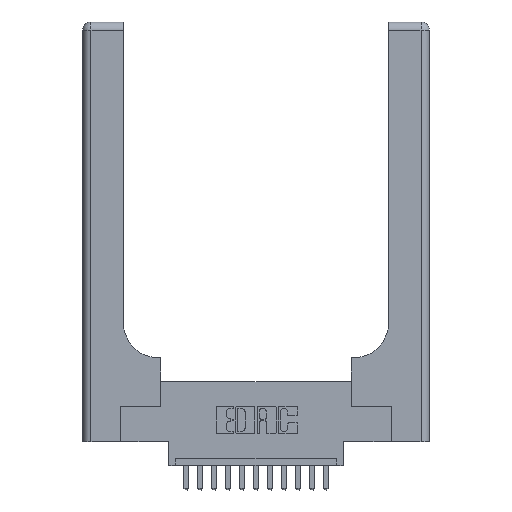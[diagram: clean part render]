
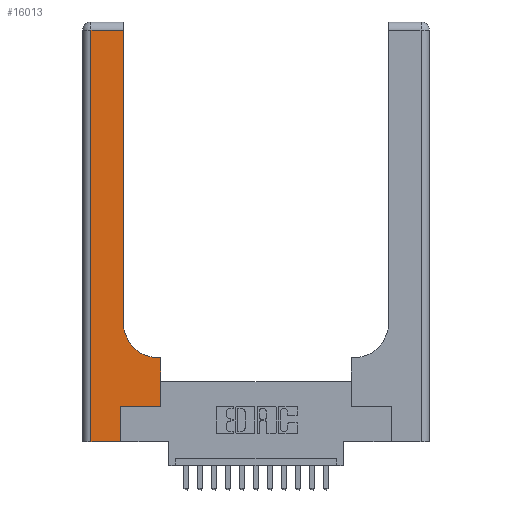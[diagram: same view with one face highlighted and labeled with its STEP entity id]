
A CAD part, top view. The second image highlights one B-rep face of the part: STEP entity #16013.
In plain terms, the highlighted planar face has unit normal (0, 0, 1).
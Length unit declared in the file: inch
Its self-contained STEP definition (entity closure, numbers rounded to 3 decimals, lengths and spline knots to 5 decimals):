
#149 = DIRECTION ( 'NONE',  ( -1., 0., 0. ) ) ;
#260 = LINE ( 'NONE', #14679, #7621 ) ;
#548 = EDGE_CURVE ( 'NONE', #12456, #16296, #11977, .T. ) ;
#913 = CARTESIAN_POINT ( 'NONE',  ( 0.2915, 2.94, 0.37 ) ) ;
#930 = EDGE_CURVE ( 'NONE', #2119, #9686, #13279, .T. ) ;
#1066 = CARTESIAN_POINT ( 'NONE',  ( 0.269, 0., 0.37 ) ) ;
#1222 = VECTOR ( 'NONE', #17589, 39.37008 ) ;
#1268 = ORIENTED_EDGE ( 'NONE', *, *, #5581, .T. ) ;
#1972 = CARTESIAN_POINT ( 'NONE',  ( 0.5585, 0.25, 0.37 ) ) ;
#2119 = VERTEX_POINT ( 'NONE', #14376 ) ;
#2269 = VERTEX_POINT ( 'NONE', #16197 ) ;
#2401 = EDGE_CURVE ( 'NONE', #8731, #2119, #260, .T. ) ;
#2590 = VERTEX_POINT ( 'NONE', #4069 ) ;
#2669 = ORIENTED_EDGE ( 'NONE', *, *, #7087, .T. ) ;
#2701 = DIRECTION ( 'NONE',  ( 1., 0., 0. ) ) ;
#2874 = ORIENTED_EDGE ( 'NONE', *, *, #548, .T. ) ;
#2896 = DIRECTION ( 'NONE',  ( 0., 0., -1. ) ) ;
#2948 = ORIENTED_EDGE ( 'NONE', *, *, #12394, .T. ) ;
#3181 = CARTESIAN_POINT ( 'NONE',  ( 0.269, 0.25, 0.37 ) ) ;
#3491 = LINE ( 'NONE', #1972, #7652 ) ;
#3501 = AXIS2_PLACEMENT_3D ( 'NONE', #10987, #8248, #2701 ) ;
#3839 = DIRECTION ( 'NONE',  ( -1., 0., 0. ) ) ;
#4020 = VECTOR ( 'NONE', #16235, 39.37008 ) ;
#4069 = CARTESIAN_POINT ( 'NONE',  ( 0.2915, 0.85, 0.37 ) ) ;
#4353 = CARTESIAN_POINT ( 'NONE',  ( 0.06, 2.94, 0.37 ) ) ;
#4407 = PLANE ( 'NONE',  #15281 ) ;
#4956 = ORIENTED_EDGE ( 'NONE', *, *, #5551, .T. ) ;
#5551 = EDGE_CURVE ( 'NONE', #9686, #12456, #11800, .T. ) ;
#5581 = EDGE_CURVE ( 'NONE', #2590, #10728, #5967, .T. ) ;
#5967 = LINE ( 'NONE', #13386, #1222 ) ;
#6139 = FACE_OUTER_BOUND ( 'NONE', #14886, .T. ) ;
#6290 = VECTOR ( 'NONE', #3839, 39.37008 ) ;
#6367 = CARTESIAN_POINT ( 'NONE',  ( 0.5585, 0.25, 0.37 ) ) ;
#7087 = EDGE_CURVE ( 'NONE', #2269, #12295, #14316, .T. ) ;
#7621 = VECTOR ( 'NONE', #10325, 39.37008 ) ;
#7652 = VECTOR ( 'NONE', #11748, 39.37008 ) ;
#8127 = DIRECTION ( 'NONE',  ( 1., 0., 0. ) ) ;
#8248 = DIRECTION ( 'NONE',  ( 0., 0., -1. ) ) ;
#8484 = CARTESIAN_POINT ( 'NONE',  ( 0., 3., 0.37 ) ) ;
#8731 = VERTEX_POINT ( 'NONE', #4353 ) ;
#8735 = VECTOR ( 'NONE', #149, 39.37008 ) ;
#9327 = ORIENTED_EDGE ( 'NONE', *, *, #2401, .T. ) ;
#9553 = CARTESIAN_POINT ( 'NONE',  ( 0., 0., 0.37 ) ) ;
#9686 = VERTEX_POINT ( 'NONE', #11999 ) ;
#9837 = EDGE_CURVE ( 'NONE', #10728, #8731, #12752, .T. ) ;
#9981 = DIRECTION ( 'NONE',  ( 1., 0., 0. ) ) ;
#10040 = DIRECTION ( 'NONE',  ( -1., 0., 0. ) ) ;
#10325 = DIRECTION ( 'NONE',  ( 0., -1., 0. ) ) ;
#10728 = VERTEX_POINT ( 'NONE', #913 ) ;
#10737 = CARTESIAN_POINT ( 'NONE',  ( 0., 2.94, 0.37 ) ) ;
#10934 = CIRCLE ( 'NONE', #3501, 0.25 ) ;
#10987 = CARTESIAN_POINT ( 'NONE',  ( 0.5415, 0.85, 0.37 ) ) ;
#11057 = CARTESIAN_POINT ( 'NONE',  ( 0.2915, 0.6, 0.37 ) ) ;
#11748 = DIRECTION ( 'NONE',  ( 0., 1., 0. ) ) ;
#11800 = LINE ( 'NONE', #1066, #4020 ) ;
#11977 = LINE ( 'NONE', #3181, #16569 ) ;
#11999 = CARTESIAN_POINT ( 'NONE',  ( 0.269, 0., 0.37 ) ) ;
#12194 = ORIENTED_EDGE ( 'NONE', *, *, #16875, .T. ) ;
#12295 = VERTEX_POINT ( 'NONE', #17724 ) ;
#12394 = EDGE_CURVE ( 'NONE', #12295, #2590, #10934, .T. ) ;
#12456 = VERTEX_POINT ( 'NONE', #12538 ) ;
#12538 = CARTESIAN_POINT ( 'NONE',  ( 0.269, 0.25, 0.37 ) ) ;
#12723 = ORIENTED_EDGE ( 'NONE', *, *, #930, .T. ) ;
#12752 = LINE ( 'NONE', #10737, #6290 ) ;
#13279 = LINE ( 'NONE', #9553, #16121 ) ;
#13386 = CARTESIAN_POINT ( 'NONE',  ( 0.2915, 3., 0.37 ) ) ;
#14316 = LINE ( 'NONE', #11057, #8735 ) ;
#14376 = CARTESIAN_POINT ( 'NONE',  ( 0.06, 0., 0.37 ) ) ;
#14679 = CARTESIAN_POINT ( 'NONE',  ( 0.06, 3., 0.37 ) ) ;
#14886 = EDGE_LOOP ( 'NONE', ( #1268, #15916, #9327, #12723, #4956, #2874, #12194, #2669, #2948 ) ) ;
#15281 = AXIS2_PLACEMENT_3D ( 'NONE', #8484, #2896, #10040 ) ;
#15916 = ORIENTED_EDGE ( 'NONE', *, *, #9837, .T. ) ;
#16013 = ADVANCED_FACE ( 'NONE', ( #6139 ), #4407, .F. ) ;
#16121 = VECTOR ( 'NONE', #8127, 39.37008 ) ;
#16197 = CARTESIAN_POINT ( 'NONE',  ( 0.5585, 0.6, 0.37 ) ) ;
#16235 = DIRECTION ( 'NONE',  ( 0., 1., 0. ) ) ;
#16296 = VERTEX_POINT ( 'NONE', #6367 ) ;
#16569 = VECTOR ( 'NONE', #9981, 39.37008 ) ;
#16875 = EDGE_CURVE ( 'NONE', #16296, #2269, #3491, .T. ) ;
#17589 = DIRECTION ( 'NONE',  ( 0., 1., 0. ) ) ;
#17724 = CARTESIAN_POINT ( 'NONE',  ( 0.5415, 0.6, 0.37 ) ) ;
